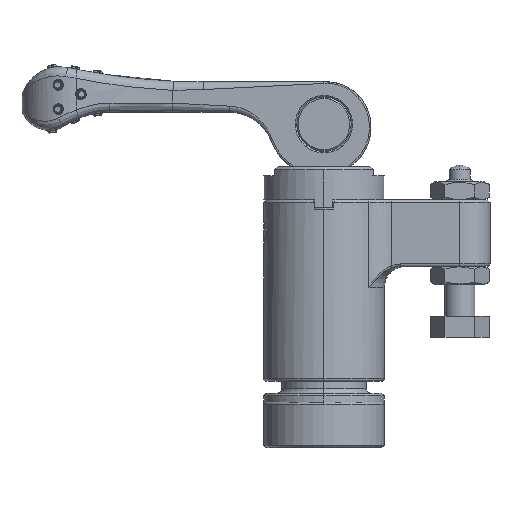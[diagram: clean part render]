
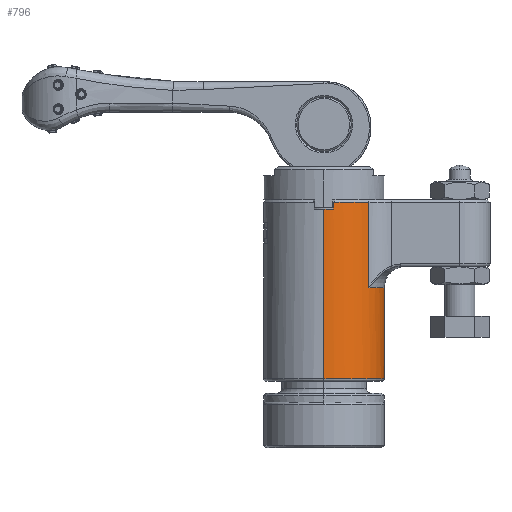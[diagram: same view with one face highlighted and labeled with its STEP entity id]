
A CAD part, front view. The second image highlights one B-rep face of the part: STEP entity #796.
In plain terms, the highlighted cylindrical face has radius 20 mm (diameter 40 mm), a partial arc.
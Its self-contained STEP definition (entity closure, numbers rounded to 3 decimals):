
#318 = DIRECTION ( 'NONE',  ( 0., 0., 1. ) ) ;
#665 = CARTESIAN_POINT ( 'NONE',  ( 3.15, -19.75, 57. ) ) ;
#796 = ADVANCED_FACE ( 'NONE', ( #19152 ), #17272, .T. ) ;
#999 = EDGE_CURVE ( 'NONE', #20007, #23271, #1555, .T. ) ;
#1077 = LINE ( 'NONE', #3114, #7595 ) ;
#1227 = DIRECTION ( 'NONE',  ( 0., 0., 1. ) ) ;
#1304 = AXIS2_PLACEMENT_3D ( 'NONE', #10638, #28418, #3709 ) ;
#1555 = CIRCLE ( 'NONE', #8499, 20. ) ;
#2167 = EDGE_CURVE ( 'NONE', #23271, #6351, #1077, .T. ) ;
#3044 = CIRCLE ( 'NONE', #6745, 20. ) ;
#3114 = CARTESIAN_POINT ( 'NONE',  ( 3.15, 19.75, 57. ) ) ;
#3201 = CARTESIAN_POINT ( 'NONE',  ( 0., -20., 60. ) ) ;
#3709 = DIRECTION ( 'NONE',  ( 0., 1., 0. ) ) ;
#3761 = EDGE_CURVE ( 'NONE', #13662, #12517, #19622, .T. ) ;
#4261 = DIRECTION ( 'NONE',  ( 0., -1., 0. ) ) ;
#4270 = DIRECTION ( 'NONE',  ( 0., -1., 0. ) ) ;
#4694 = ORIENTED_EDGE ( 'NONE', *, *, #15368, .F. ) ;
#4775 = DIRECTION ( 'NONE',  ( 0., 0., 1. ) ) ;
#4801 = LINE ( 'NONE', #5224, #27574 ) ;
#5224 = CARTESIAN_POINT ( 'NONE',  ( 14.907, 13.333, 60. ) ) ;
#5280 = DIRECTION ( 'NONE',  ( 0., -1., 0. ) ) ;
#6351 = VERTEX_POINT ( 'NONE', #12671 ) ;
#6599 = EDGE_CURVE ( 'NONE', #8353, #6351, #3044, .T. ) ;
#6745 = AXIS2_PLACEMENT_3D ( 'NONE', #26090, #24067, #4270 ) ;
#6780 = AXIS2_PLACEMENT_3D ( 'NONE', #20029, #20467, #13813 ) ;
#7235 = CARTESIAN_POINT ( 'NONE',  ( 0., 0., 31. ) ) ;
#7595 = VECTOR ( 'NONE', #1227, 1000. ) ;
#7827 = LINE ( 'NONE', #3201, #23415 ) ;
#7886 = EDGE_CURVE ( 'NONE', #27894, #8353, #4801, .T. ) ;
#8298 = CARTESIAN_POINT ( 'NONE',  ( 14.907, -13.333, 60. ) ) ;
#8353 = VERTEX_POINT ( 'NONE', #20445 ) ;
#8499 = AXIS2_PLACEMENT_3D ( 'NONE', #17697, #26537, #8767 ) ;
#8568 = EDGE_CURVE ( 'NONE', #20924, #22620, #7827, .T. ) ;
#8767 = DIRECTION ( 'NONE',  ( 0., 1., 0. ) ) ;
#8903 = ORIENTED_EDGE ( 'NONE', *, *, #25017, .F. ) ;
#9030 = ORIENTED_EDGE ( 'NONE', *, *, #2167, .T. ) ;
#9772 = CARTESIAN_POINT ( 'NONE',  ( 0., 0., 59.2 ) ) ;
#10111 = CIRCLE ( 'NONE', #11496, 20. ) ;
#10638 = CARTESIAN_POINT ( 'NONE',  ( 0., 0., 60. ) ) ;
#11204 = CARTESIAN_POINT ( 'NONE',  ( 0., 20., 60. ) ) ;
#11343 = DIRECTION ( 'NONE',  ( 0., 0., -1. ) ) ;
#11496 = AXIS2_PLACEMENT_3D ( 'NONE', #13197, #15502, #4261 ) ;
#11535 = ORIENTED_EDGE ( 'NONE', *, *, #7886, .F. ) ;
#12517 = VERTEX_POINT ( 'NONE', #20069 ) ;
#12671 = CARTESIAN_POINT ( 'NONE',  ( 3.15, 19.75, 59.2 ) ) ;
#13197 = CARTESIAN_POINT ( 'NONE',  ( 0., 0., 0.8 ) ) ;
#13202 = ORIENTED_EDGE ( 'NONE', *, *, #999, .T. ) ;
#13606 = CARTESIAN_POINT ( 'NONE',  ( 0., 20., 0.8 ) ) ;
#13662 = VERTEX_POINT ( 'NONE', #23560 ) ;
#13757 = CARTESIAN_POINT ( 'NONE',  ( 0., -20., 0.8 ) ) ;
#13813 = DIRECTION ( 'NONE',  ( 0., -1., 0. ) ) ;
#14075 = VECTOR ( 'NONE', #26709, 1000. ) ;
#14830 = VERTEX_POINT ( 'NONE', #665 ) ;
#15368 = EDGE_CURVE ( 'NONE', #14830, #13662, #22069, .T. ) ;
#15502 = DIRECTION ( 'NONE',  ( 0., 0., -1. ) ) ;
#16332 = DIRECTION ( 'NONE',  ( 0., 0., -1. ) ) ;
#16533 = CIRCLE ( 'NONE', #22509, 20. ) ;
#16832 = ORIENTED_EDGE ( 'NONE', *, *, #18998, .T. ) ;
#17036 = EDGE_CURVE ( 'NONE', #20007, #17614, #26677, .T. ) ;
#17272 = CYLINDRICAL_SURFACE ( 'NONE', #1304, 20. ) ;
#17593 = CARTESIAN_POINT ( 'NONE',  ( 3.15, -19.75, 57. ) ) ;
#17614 = VERTEX_POINT ( 'NONE', #13606 ) ;
#17661 = CARTESIAN_POINT ( 'NONE',  ( 0., -20., 57. ) ) ;
#17697 = CARTESIAN_POINT ( 'NONE',  ( 0., 0., 57. ) ) ;
#18061 = CARTESIAN_POINT ( 'NONE',  ( 14.907, -13.333, 31. ) ) ;
#18176 = CARTESIAN_POINT ( 'NONE',  ( 14.907, 13.333, 31. ) ) ;
#18998 = EDGE_CURVE ( 'NONE', #14830, #20924, #20619, .T. ) ;
#19152 = FACE_OUTER_BOUND ( 'NONE', #23921, .T. ) ;
#19622 = CIRCLE ( 'NONE', #21456, 20. ) ;
#19888 = ORIENTED_EDGE ( 'NONE', *, *, #20920, .F. ) ;
#20007 = VERTEX_POINT ( 'NONE', #20184 ) ;
#20029 = CARTESIAN_POINT ( 'NONE',  ( 0., 0., 57. ) ) ;
#20069 = CARTESIAN_POINT ( 'NONE',  ( 14.907, -13.333, 59.2 ) ) ;
#20184 = CARTESIAN_POINT ( 'NONE',  ( 0., 20., 57. ) ) ;
#20445 = CARTESIAN_POINT ( 'NONE',  ( 14.907, 13.333, 59.2 ) ) ;
#20467 = DIRECTION ( 'NONE',  ( 0., 0., -1. ) ) ;
#20619 = CIRCLE ( 'NONE', #6780, 20. ) ;
#20920 = EDGE_CURVE ( 'NONE', #12517, #21882, #28096, .T. ) ;
#20924 = VERTEX_POINT ( 'NONE', #17661 ) ;
#21115 = VECTOR ( 'NONE', #28523, 1000. ) ;
#21456 = AXIS2_PLACEMENT_3D ( 'NONE', #9772, #24805, #5280 ) ;
#21869 = EDGE_CURVE ( 'NONE', #21882, #27894, #16533, .T. ) ;
#21882 = VERTEX_POINT ( 'NONE', #18061 ) ;
#22069 = LINE ( 'NONE', #17593, #14075 ) ;
#22213 = ORIENTED_EDGE ( 'NONE', *, *, #17036, .F. ) ;
#22509 = AXIS2_PLACEMENT_3D ( 'NONE', #7235, #4775, #22833 ) ;
#22620 = VERTEX_POINT ( 'NONE', #13757 ) ;
#22833 = DIRECTION ( 'NONE',  ( 0., -1., 0. ) ) ;
#23271 = VERTEX_POINT ( 'NONE', #24862 ) ;
#23284 = ORIENTED_EDGE ( 'NONE', *, *, #3761, .F. ) ;
#23415 = VECTOR ( 'NONE', #16332, 1000. ) ;
#23560 = CARTESIAN_POINT ( 'NONE',  ( 3.15, -19.75, 59.2 ) ) ;
#23694 = ORIENTED_EDGE ( 'NONE', *, *, #21869, .F. ) ;
#23921 = EDGE_LOOP ( 'NONE', ( #16832, #25274, #8903, #22213, #13202, #9030, #25774, #11535, #23694, #19888, #23284, #4694 ) ) ;
#24067 = DIRECTION ( 'NONE',  ( 0., 0., 1. ) ) ;
#24727 = VECTOR ( 'NONE', #11343, 1000. ) ;
#24805 = DIRECTION ( 'NONE',  ( 0., 0., 1. ) ) ;
#24862 = CARTESIAN_POINT ( 'NONE',  ( 3.15, 19.75, 57. ) ) ;
#25017 = EDGE_CURVE ( 'NONE', #17614, #22620, #10111, .T. ) ;
#25274 = ORIENTED_EDGE ( 'NONE', *, *, #8568, .T. ) ;
#25774 = ORIENTED_EDGE ( 'NONE', *, *, #6599, .F. ) ;
#26090 = CARTESIAN_POINT ( 'NONE',  ( 0., 0., 59.2 ) ) ;
#26537 = DIRECTION ( 'NONE',  ( 0., 0., -1. ) ) ;
#26677 = LINE ( 'NONE', #11204, #24727 ) ;
#26709 = DIRECTION ( 'NONE',  ( 0., 0., 1. ) ) ;
#27574 = VECTOR ( 'NONE', #318, 1000. ) ;
#27894 = VERTEX_POINT ( 'NONE', #18176 ) ;
#28096 = LINE ( 'NONE', #8298, #21115 ) ;
#28418 = DIRECTION ( 'NONE',  ( 0., 0., -1. ) ) ;
#28523 = DIRECTION ( 'NONE',  ( 0., 0., -1. ) ) ;
